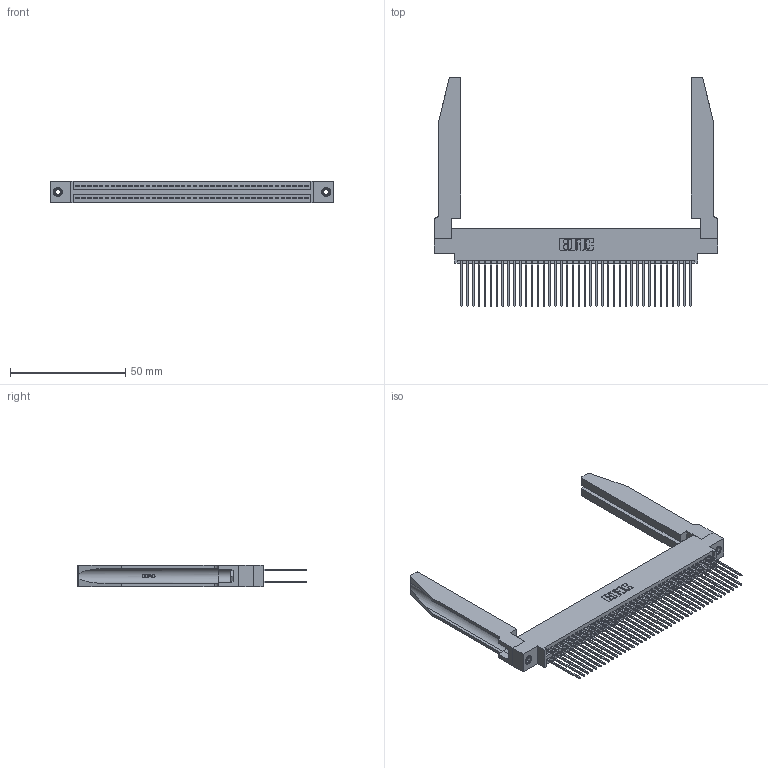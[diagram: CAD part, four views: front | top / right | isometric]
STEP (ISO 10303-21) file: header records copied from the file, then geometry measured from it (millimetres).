
FILE_DESCRIPTION (( 'STEP AP203' ), '1' );
FILE_NAME ('395-080-541-878.STEP', '2019-10-25T04:33:45', ( '' ), ( '' ), 'SwSTEP 2.0', 'SolidWorks 2016', '' );
FILE_SCHEMA (( 'CONFIG_CONTROL_DESIGN' ));
Length unit declared in the file: inch
Products named in the file (5): 345 Part_0.170 Offset - 0.156 Dia-TH; 345-292-001_345-293-141; 345-250-001_345-250-001-102; 345-220-078_345-220-078; 395-080-541-878
Assembly tree (85 placements, depth 2):
  395-080-541-878
    345 Part_0.170 Offset - 0.156 Dia-TH
    345-292-001_345-293-141  x80
    345-250-001_345-250-001-102  x2
    345-220-078_345-220-078  x2
Bounding box: 122.83 x 99.24 x 9.4 mm (x, y, z)
Volume: 20029.7 mm3; surface area: 27222 mm2
Topology: 85 solids, 85 shells, 4364 faces, 12881 edges, 8470 vertices
Faces by surface type: plane 2866, cylinder 1446, bspline 36, cone 12, torus 4
Entity records: 36544 total; most frequent: CARTESIAN_POINT 7047, ORIENTED_EDGE 5878, DIRECTION 5209, EDGE_CURVE 2939, VECTOR 2553, LINE 2553, VERTEX_POINT 1952, AXIS2_PLACEMENT_3D 1328
